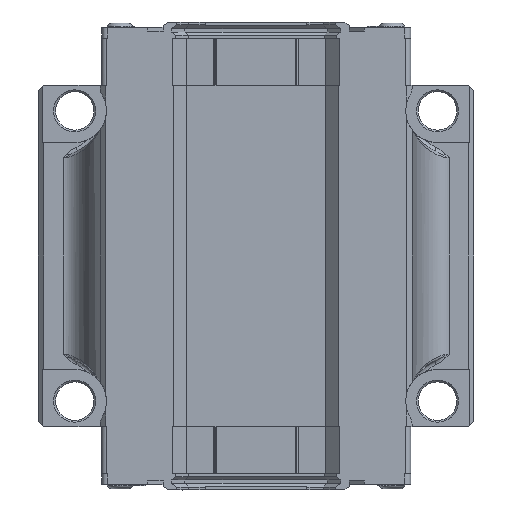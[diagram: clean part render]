
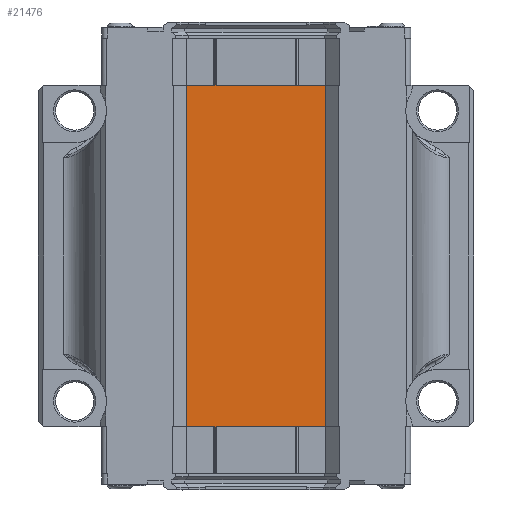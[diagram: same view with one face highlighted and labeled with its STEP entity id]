
A CAD part, front view. The second image highlights one B-rep face of the part: STEP entity #21476.
In plain terms, the highlighted planar face has unit normal (0, -1, 0).
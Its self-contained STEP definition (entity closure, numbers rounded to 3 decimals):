
#1329=LINE('',#33438,#3645);
#1330=LINE('',#33441,#3646);
#1331=LINE('',#33443,#3647);
#1332=LINE('',#33445,#3648);
#1333=LINE('',#33447,#3649);
#1334=LINE('',#33449,#3650);
#1335=LINE('',#33451,#3651);
#1336=LINE('',#33452,#3652);
#3645=VECTOR('',#26577,94.);
#3646=VECTOR('',#26580,0.141);
#3647=VECTOR('',#26581,0.141);
#3648=VECTOR('',#26582,38.675);
#3649=VECTOR('',#26583,0.141);
#3650=VECTOR('',#26584,94.);
#3651=VECTOR('',#26585,0.141);
#3652=VECTOR('',#26586,38.675);
#5780=FACE_OUTER_BOUND('',#7033,.T.);
#7033=EDGE_LOOP('',(#15722,#15723,#15724,#15725,#15726,#15727,#15728,#15729));
#9233=VERTEX_POINT('',#33434);
#9234=VERTEX_POINT('',#33436);
#9235=VERTEX_POINT('',#33440);
#9236=VERTEX_POINT('',#33442);
#9237=VERTEX_POINT('',#33444);
#9238=VERTEX_POINT('',#33446);
#9239=VERTEX_POINT('',#33448);
#9240=VERTEX_POINT('',#33450);
#11585=EDGE_CURVE('',#9234,#9233,#1329,.T.);
#11586=EDGE_CURVE('',#9233,#9235,#1330,.T.);
#11587=EDGE_CURVE('',#9236,#9234,#1331,.T.);
#11588=EDGE_CURVE('',#9237,#9236,#1332,.T.);
#11589=EDGE_CURVE('',#9238,#9237,#1333,.T.);
#11590=EDGE_CURVE('',#9239,#9238,#1334,.T.);
#11591=EDGE_CURVE('',#9240,#9239,#1335,.T.);
#11592=EDGE_CURVE('',#9235,#9240,#1336,.T.);
#15722=ORIENTED_EDGE('',*,*,#11586,.F.);
#15723=ORIENTED_EDGE('',*,*,#11585,.F.);
#15724=ORIENTED_EDGE('',*,*,#11587,.F.);
#15725=ORIENTED_EDGE('',*,*,#11588,.F.);
#15726=ORIENTED_EDGE('',*,*,#11589,.F.);
#15727=ORIENTED_EDGE('',*,*,#11590,.F.);
#15728=ORIENTED_EDGE('',*,*,#11591,.F.);
#15729=ORIENTED_EDGE('',*,*,#11592,.F.);
#19319=PLANE('',#22922);
#21476=ADVANCED_FACE('',(#5780),#19319,.F.);
#22922=AXIS2_PLACEMENT_3D('',#33439,#26578,#26579);
#26577=DIRECTION('',(0.,0.,1.));
#26578=DIRECTION('center_axis',(0.,1.,0.));
#26579=DIRECTION('ref_axis',(0.,0.,1.));
#26580=DIRECTION('',(1.,0.,0.));
#26581=DIRECTION('',(-1.,0.,0.));
#26582=DIRECTION('',(-1.,0.,0.));
#26583=DIRECTION('',(-1.,0.,0.));
#26584=DIRECTION('',(0.,0.,-1.));
#26585=DIRECTION('',(1.,0.,0.));
#26586=DIRECTION('',(1.,0.,0.));
#33434=CARTESIAN_POINT('',(-19.479,5.8,47.));
#33436=CARTESIAN_POINT('',(-19.479,5.8,-47.));
#33438=CARTESIAN_POINT('',(-19.479,5.8,47.));
#33439=CARTESIAN_POINT('Origin',(19.479,5.8,47.));
#33440=CARTESIAN_POINT('',(-19.338,5.8,47.));
#33441=CARTESIAN_POINT('',(19.479,5.8,47.));
#33442=CARTESIAN_POINT('',(-19.338,5.8,-47.));
#33443=CARTESIAN_POINT('',(19.479,5.8,-47.));
#33444=CARTESIAN_POINT('',(19.338,5.8,-47.));
#33445=CARTESIAN_POINT('',(19.479,5.8,-47.));
#33446=CARTESIAN_POINT('',(19.479,5.8,-47.));
#33447=CARTESIAN_POINT('',(19.479,5.8,-47.));
#33448=CARTESIAN_POINT('',(19.479,5.8,47.));
#33449=CARTESIAN_POINT('',(19.479,5.8,47.));
#33450=CARTESIAN_POINT('',(19.338,5.8,47.));
#33451=CARTESIAN_POINT('',(19.479,5.8,47.));
#33452=CARTESIAN_POINT('',(19.479,5.8,47.));
